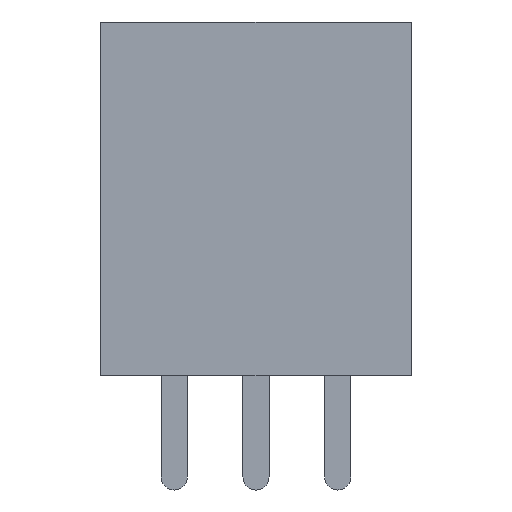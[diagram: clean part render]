
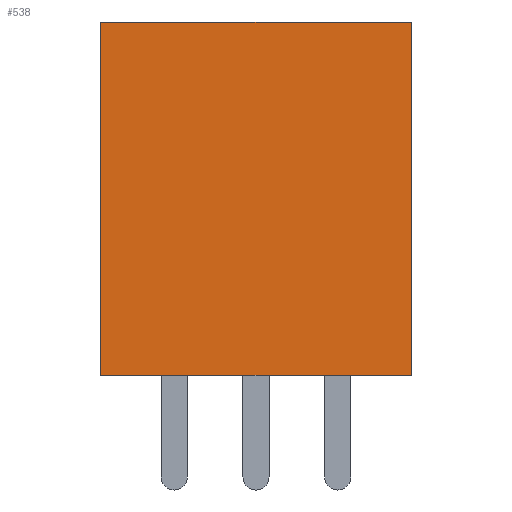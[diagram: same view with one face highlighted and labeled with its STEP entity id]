
A CAD part, left-side view. The second image highlights one B-rep face of the part: STEP entity #538.
In plain terms, the highlighted planar face has unit normal (-1, 0, 0).
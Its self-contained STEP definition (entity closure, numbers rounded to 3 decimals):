
#136 = VERTEX_POINT('',#137);
#137 = CARTESIAN_POINT('',(-17.9,4.75,0.));
#154 = VERTEX_POINT('',#155);
#155 = CARTESIAN_POINT('',(-17.9,-4.75,0.));
#161 = EDGE_CURVE('',#154,#136,#162,.T.);
#162 = LINE('',#163,#164);
#163 = CARTESIAN_POINT('',(-17.9,-4.75,0.));
#164 = VECTOR('',#165,1.);
#165 = DIRECTION('',(0.,1.,0.));
#511 = EDGE_CURVE('',#136,#512,#514,.T.);
#512 = VERTEX_POINT('',#513);
#513 = CARTESIAN_POINT('',(-17.9,4.75,10.8));
#514 = LINE('',#515,#516);
#515 = CARTESIAN_POINT('',(-17.9,4.75,0.));
#516 = VECTOR('',#517,1.);
#517 = DIRECTION('',(0.,0.,1.));
#538 = ADVANCED_FACE('',(#539),#557,.T.);
#539 = FACE_BOUND('',#540,.T.);
#540 = EDGE_LOOP('',(#541,#549,#555,#556));
#541 = ORIENTED_EDGE('',*,*,#542,.T.);
#542 = EDGE_CURVE('',#154,#543,#545,.T.);
#543 = VERTEX_POINT('',#544);
#544 = CARTESIAN_POINT('',(-17.9,-4.75,10.8));
#545 = LINE('',#546,#547);
#546 = CARTESIAN_POINT('',(-17.9,-4.75,0.));
#547 = VECTOR('',#548,1.);
#548 = DIRECTION('',(0.,0.,1.));
#549 = ORIENTED_EDGE('',*,*,#550,.T.);
#550 = EDGE_CURVE('',#543,#512,#551,.T.);
#551 = LINE('',#552,#553);
#552 = CARTESIAN_POINT('',(-17.9,-4.75,10.8));
#553 = VECTOR('',#554,1.);
#554 = DIRECTION('',(0.,1.,0.));
#555 = ORIENTED_EDGE('',*,*,#511,.F.);
#556 = ORIENTED_EDGE('',*,*,#161,.F.);
#557 = PLANE('',#558);
#558 = AXIS2_PLACEMENT_3D('',#559,#560,#561);
#559 = CARTESIAN_POINT('',(-17.9,-4.75,0.));
#560 = DIRECTION('',(-1.,0.,0.));
#561 = DIRECTION('',(0.,1.,0.));
